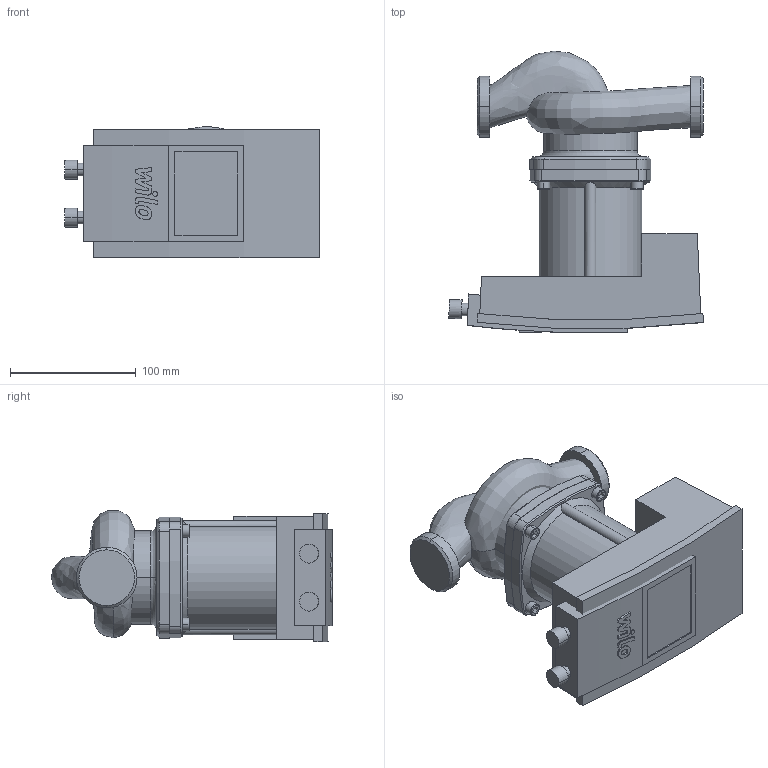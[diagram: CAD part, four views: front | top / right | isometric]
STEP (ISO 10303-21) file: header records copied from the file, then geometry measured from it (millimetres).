
FILE_DESCRIPTION((''),'2;1');
FILE_NAME('3d_YonosMAXO25_0_5-7PN10-2120639.stp','2016-08-29T10:28:53',(''),(''),'Mechanical Desktop 2009','Mechanical Desktop 2009',', , ');
FILE_SCHEMA(('CONFIG_CONTROL_DESIGN'));
Length unit declared in the file: millimetre
Products named in the file (1): Product
Bounding box: 202.77 x 224.22 x 104.58 mm (x, y, z)
Volume: 2175803.6 mm3; surface area: 207883.7 mm2
Topology: 9 solids, 9 shells, 213 faces, 498 edges, 321 vertices
Faces by surface type: plane 99, bspline 46, cylinder 42, cone 18, torus 8
Entity records: 11690 total; most frequent: CARTESIAN_POINT 6898, ORIENTED_EDGE 996, DIRECTION 897, EDGE_CURVE 498, VERTEX_POINT 321, AXIS2_PLACEMENT_3D 306, VECTOR 285, LINE 285
